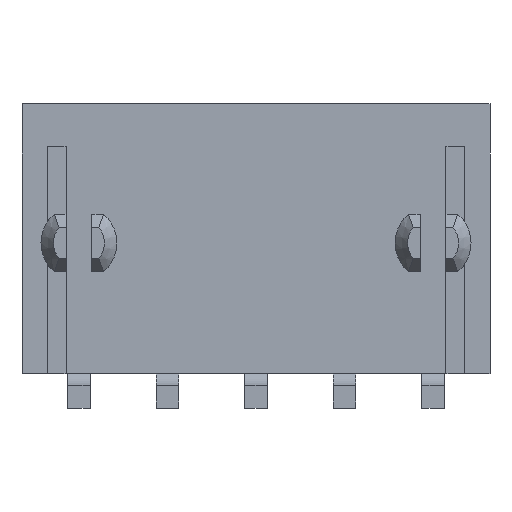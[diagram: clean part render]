
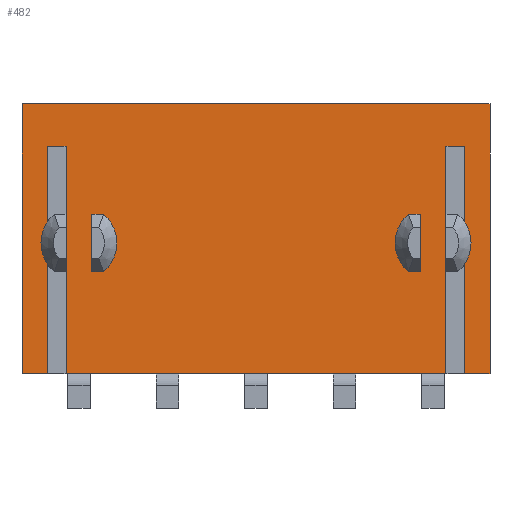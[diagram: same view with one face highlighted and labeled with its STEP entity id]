
A CAD part, front view. The second image highlights one B-rep face of the part: STEP entity #482.
In plain terms, the highlighted planar face has unit normal (0, -1, 0).
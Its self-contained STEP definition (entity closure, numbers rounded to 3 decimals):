
#75 = VERTEX_POINT('',#76);
#76 = CARTESIAN_POINT('',(11.1,0.4,0.));
#82 = EDGE_CURVE('',#75,#83,#85,.T.);
#83 = VERTEX_POINT('',#84);
#84 = CARTESIAN_POINT('',(-11.1,0.4,0.));
#85 = LINE('',#86,#87);
#86 = CARTESIAN_POINT('',(11.1,0.4,0.));
#87 = VECTOR('',#88,1.);
#88 = DIRECTION('',(-1.,0.,0.));
#463 = EDGE_CURVE('',#83,#464,#466,.T.);
#464 = VERTEX_POINT('',#465);
#465 = CARTESIAN_POINT('',(-11.1,0.4,-12.8));
#466 = LINE('',#467,#468);
#467 = CARTESIAN_POINT('',(-11.1,0.4,0.));
#468 = VECTOR('',#469,1.);
#469 = DIRECTION('',(0.,0.,-1.));
#482 = ADVANCED_FACE('',(#483,#565,#584),#603,.T.);
#483 = FACE_BOUND('',#484,.F.);
#484 = EDGE_LOOP('',(#485,#495,#503,#511,#519,#527,#535,#541,#542,#543,
    #551,#559));
#485 = ORIENTED_EDGE('',*,*,#486,.T.);
#486 = EDGE_CURVE('',#487,#489,#491,.T.);
#487 = VERTEX_POINT('',#488);
#488 = CARTESIAN_POINT('',(9.9,0.4,-2.));
#489 = VERTEX_POINT('',#490);
#490 = CARTESIAN_POINT('',(9.01,0.4,-2.));
#491 = LINE('',#492,#493);
#492 = CARTESIAN_POINT('',(9.9,0.4,-2.));
#493 = VECTOR('',#494,1.);
#494 = DIRECTION('',(-1.,0.,0.));
#495 = ORIENTED_EDGE('',*,*,#496,.F.);
#496 = EDGE_CURVE('',#497,#489,#499,.T.);
#497 = VERTEX_POINT('',#498);
#498 = CARTESIAN_POINT('',(9.01,0.4,-12.8));
#499 = LINE('',#500,#501);
#500 = CARTESIAN_POINT('',(9.01,0.4,-12.8));
#501 = VECTOR('',#502,1.);
#502 = DIRECTION('',(0.,0.,1.));
#503 = ORIENTED_EDGE('',*,*,#504,.T.);
#504 = EDGE_CURVE('',#497,#505,#507,.T.);
#505 = VERTEX_POINT('',#506);
#506 = CARTESIAN_POINT('',(-9.01,0.4,-12.8));
#507 = LINE('',#508,#509);
#508 = CARTESIAN_POINT('',(9.01,0.4,-12.8));
#509 = VECTOR('',#510,1.);
#510 = DIRECTION('',(-1.,0.,0.));
#511 = ORIENTED_EDGE('',*,*,#512,.F.);
#512 = EDGE_CURVE('',#513,#505,#515,.T.);
#513 = VERTEX_POINT('',#514);
#514 = CARTESIAN_POINT('',(-9.01,0.4,-2.));
#515 = LINE('',#516,#517);
#516 = CARTESIAN_POINT('',(-9.01,0.4,-2.));
#517 = VECTOR('',#518,1.);
#518 = DIRECTION('',(0.,0.,-1.));
#519 = ORIENTED_EDGE('',*,*,#520,.T.);
#520 = EDGE_CURVE('',#513,#521,#523,.T.);
#521 = VERTEX_POINT('',#522);
#522 = CARTESIAN_POINT('',(-9.9,0.4,-2.));
#523 = LINE('',#524,#525);
#524 = CARTESIAN_POINT('',(-9.01,0.4,-2.));
#525 = VECTOR('',#526,1.);
#526 = DIRECTION('',(-1.,0.,0.));
#527 = ORIENTED_EDGE('',*,*,#528,.F.);
#528 = EDGE_CURVE('',#529,#521,#531,.T.);
#529 = VERTEX_POINT('',#530);
#530 = CARTESIAN_POINT('',(-9.9,0.4,-12.8));
#531 = LINE('',#532,#533);
#532 = CARTESIAN_POINT('',(-9.9,0.4,-12.8));
#533 = VECTOR('',#534,1.);
#534 = DIRECTION('',(0.,0.,1.));
#535 = ORIENTED_EDGE('',*,*,#536,.T.);
#536 = EDGE_CURVE('',#529,#464,#537,.T.);
#537 = LINE('',#538,#539);
#538 = CARTESIAN_POINT('',(-9.9,0.4,-12.8));
#539 = VECTOR('',#540,1.);
#540 = DIRECTION('',(-1.,0.,0.));
#541 = ORIENTED_EDGE('',*,*,#463,.F.);
#542 = ORIENTED_EDGE('',*,*,#82,.F.);
#543 = ORIENTED_EDGE('',*,*,#544,.T.);
#544 = EDGE_CURVE('',#75,#545,#547,.T.);
#545 = VERTEX_POINT('',#546);
#546 = CARTESIAN_POINT('',(11.1,0.4,-12.8));
#547 = LINE('',#548,#549);
#548 = CARTESIAN_POINT('',(11.1,0.4,0.));
#549 = VECTOR('',#550,1.);
#550 = DIRECTION('',(0.,0.,-1.));
#551 = ORIENTED_EDGE('',*,*,#552,.T.);
#552 = EDGE_CURVE('',#545,#553,#555,.T.);
#553 = VERTEX_POINT('',#554);
#554 = CARTESIAN_POINT('',(9.9,0.4,-12.8));
#555 = LINE('',#556,#557);
#556 = CARTESIAN_POINT('',(11.1,0.4,-12.8));
#557 = VECTOR('',#558,1.);
#558 = DIRECTION('',(-1.,0.,0.));
#559 = ORIENTED_EDGE('',*,*,#560,.T.);
#560 = EDGE_CURVE('',#553,#487,#561,.T.);
#561 = LINE('',#562,#563);
#562 = CARTESIAN_POINT('',(9.9,0.4,-12.8));
#563 = VECTOR('',#564,1.);
#564 = DIRECTION('',(0.,0.,1.));
#565 = FACE_BOUND('',#566,.F.);
#566 = EDGE_LOOP('',(#567,#578));
#567 = ORIENTED_EDGE('',*,*,#568,.F.);
#568 = EDGE_CURVE('',#569,#571,#573,.T.);
#569 = VERTEX_POINT('',#570);
#570 = CARTESIAN_POINT('',(-7.79,0.4,-5.23));
#571 = VERTEX_POINT('',#572);
#572 = CARTESIAN_POINT('',(-7.79,0.4,-7.97));
#573 = CIRCLE('',#574,1.5);
#574 = AXIS2_PLACEMENT_3D('',#575,#576,#577);
#575 = CARTESIAN_POINT('',(-8.4,0.4,-6.6));
#576 = DIRECTION('',(0.,1.,0.));
#577 = DIRECTION('',(0.407,-0.,0.914));
#578 = ORIENTED_EDGE('',*,*,#579,.F.);
#579 = EDGE_CURVE('',#571,#569,#580,.T.);
#580 = LINE('',#581,#582);
#581 = CARTESIAN_POINT('',(-7.79,0.4,-7.97));
#582 = VECTOR('',#583,1.);
#583 = DIRECTION('',(0.,0.,1.));
#584 = FACE_BOUND('',#585,.F.);
#585 = EDGE_LOOP('',(#586,#597));
#586 = ORIENTED_EDGE('',*,*,#587,.F.);
#587 = EDGE_CURVE('',#588,#590,#592,.T.);
#588 = VERTEX_POINT('',#589);
#589 = CARTESIAN_POINT('',(7.79,0.4,-7.97));
#590 = VERTEX_POINT('',#591);
#591 = CARTESIAN_POINT('',(7.79,0.4,-5.23));
#592 = CIRCLE('',#593,1.5);
#593 = AXIS2_PLACEMENT_3D('',#594,#595,#596);
#594 = CARTESIAN_POINT('',(8.4,0.4,-6.6));
#595 = DIRECTION('',(0.,1.,0.));
#596 = DIRECTION('',(-0.407,0.,-0.914));
#597 = ORIENTED_EDGE('',*,*,#598,.F.);
#598 = EDGE_CURVE('',#590,#588,#599,.T.);
#599 = LINE('',#600,#601);
#600 = CARTESIAN_POINT('',(7.79,0.4,-5.23));
#601 = VECTOR('',#602,1.);
#602 = DIRECTION('',(0.,0.,-1.));
#603 = PLANE('',#604);
#604 = AXIS2_PLACEMENT_3D('',#605,#606,#607);
#605 = CARTESIAN_POINT('',(11.1,0.4,0.));
#606 = DIRECTION('',(0.,-1.,0.));
#607 = DIRECTION('',(-1.,0.,0.));
